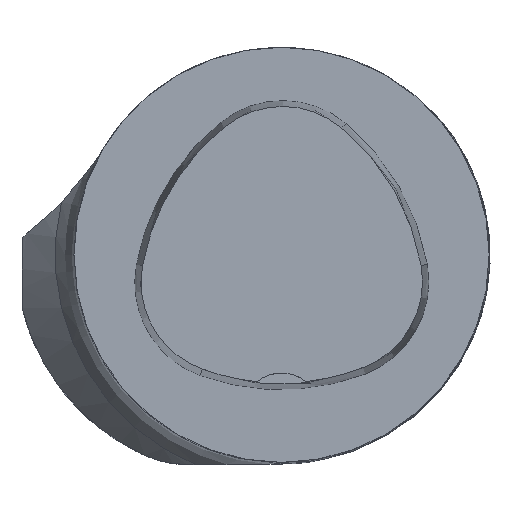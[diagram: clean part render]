
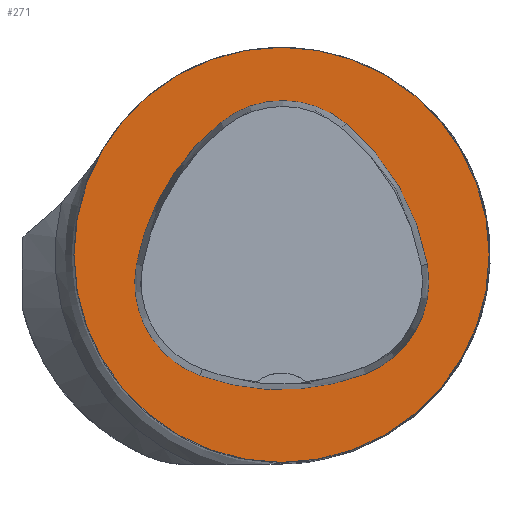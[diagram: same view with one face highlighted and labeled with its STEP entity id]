
A CAD part, top view. The second image highlights one B-rep face of the part: STEP entity #271.
In plain terms, the highlighted planar face has unit normal (0, 0, 1).
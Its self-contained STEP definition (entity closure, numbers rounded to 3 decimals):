
#128=PLANE('',#1602);
#271=ADVANCED_FACE('',(#333,#334),#128,.T.);
#333=FACE_BOUND('',#400,.T.);
#334=FACE_BOUND('',#401,.T.);
#400=EDGE_LOOP('',(#971,#972,#973,#974,#975,#976));
#401=EDGE_LOOP('',(#977));
#634=CIRCLE('',#1491,31.5);
#656=CIRCLE('',#1580,36.);
#658=CIRCLE('',#1583,15.);
#660=CIRCLE('',#1586,36.);
#662=CIRCLE('',#1589,15.);
#666=CIRCLE('',#1594,36.);
#668=CIRCLE('',#1597,15.);
#971=ORIENTED_EDGE('',*,*,#1351,.T.);
#972=ORIENTED_EDGE('',*,*,#1331,.T.);
#973=ORIENTED_EDGE('',*,*,#1335,.T.);
#974=ORIENTED_EDGE('',*,*,#1338,.T.);
#975=ORIENTED_EDGE('',*,*,#1341,.T.);
#976=ORIENTED_EDGE('',*,*,#1349,.T.);
#977=ORIENTED_EDGE('',*,*,#1210,.F.);
#1082=VERTEX_POINT('',#2107);
#1162=VERTEX_POINT('',#2494);
#1163=VERTEX_POINT('',#2495);
#1166=VERTEX_POINT('',#2503);
#1168=VERTEX_POINT('',#2509);
#1170=VERTEX_POINT('',#2515);
#1177=VERTEX_POINT('',#2536);
#1210=EDGE_CURVE('',#1082,#1082,#634,.T.);
#1331=EDGE_CURVE('',#1162,#1163,#656,.T.);
#1335=EDGE_CURVE('',#1163,#1166,#658,.T.);
#1338=EDGE_CURVE('',#1166,#1168,#660,.T.);
#1341=EDGE_CURVE('',#1168,#1170,#662,.T.);
#1349=EDGE_CURVE('',#1170,#1177,#666,.T.);
#1351=EDGE_CURVE('',#1177,#1162,#668,.T.);
#1491=AXIS2_PLACEMENT_3D('',#2106,#1672,#1673);
#1580=AXIS2_PLACEMENT_3D('',#2493,#1903,#1904);
#1583=AXIS2_PLACEMENT_3D('',#2502,#1911,#1912);
#1586=AXIS2_PLACEMENT_3D('',#2508,#1918,#1919);
#1589=AXIS2_PLACEMENT_3D('',#2514,#1925,#1926);
#1594=AXIS2_PLACEMENT_3D('',#2537,#1937,#1938);
#1597=AXIS2_PLACEMENT_3D('',#2540,#1943,#1944);
#1602=AXIS2_PLACEMENT_3D('',#2545,#1953,#1954);
#1672=DIRECTION('',(0.,0.,-1.));
#1673=DIRECTION('',(-1.,0.,0.));
#1903=DIRECTION('',(0.,0.,-1.));
#1904=DIRECTION('',(-1.,0.,0.));
#1911=DIRECTION('',(0.,0.,-1.));
#1912=DIRECTION('',(-1.,0.,0.));
#1918=DIRECTION('',(0.,0.,-1.));
#1919=DIRECTION('',(-1.,0.,0.));
#1925=DIRECTION('',(0.,0.,-1.));
#1926=DIRECTION('',(-1.,0.,0.));
#1937=DIRECTION('',(0.,0.,-1.));
#1938=DIRECTION('',(-1.,0.,0.));
#1943=DIRECTION('',(0.,0.,-1.));
#1944=DIRECTION('',(-1.,0.,0.));
#1953=DIRECTION('',(0.,0.,1.));
#1954=DIRECTION('',(1.,0.,0.));
#2106=CARTESIAN_POINT('',(0.,0.,0.));
#2107=CARTESIAN_POINT('',(-31.5,0.,0.));
#2493=CARTESIAN_POINT('',(13.398,-7.893,0.));
#2494=CARTESIAN_POINT('',(-22.041,-1.562,0.));
#2495=CARTESIAN_POINT('',(-9.317,20.036,0.));
#2502=CARTESIAN_POINT('',(0.148,8.399,0.));
#2503=CARTESIAN_POINT('',(9.779,19.898,0.));
#2508=CARTESIAN_POINT('',(-13.337,-7.7,0.));
#2509=CARTESIAN_POINT('',(22.122,-1.48,0.));
#2514=CARTESIAN_POINT('',(7.347,-4.071,0.));
#2515=CARTESIAN_POINT('',(12.693,-18.087,0.));
#2536=CARTESIAN_POINT('',(-12.373,-18.307,0.));
#2537=CARTESIAN_POINT('',(-0.137,15.55,0.));
#2540=CARTESIAN_POINT('',(-7.275,-4.2,0.));
#2545=CARTESIAN_POINT('',(0.,0.,0.));
